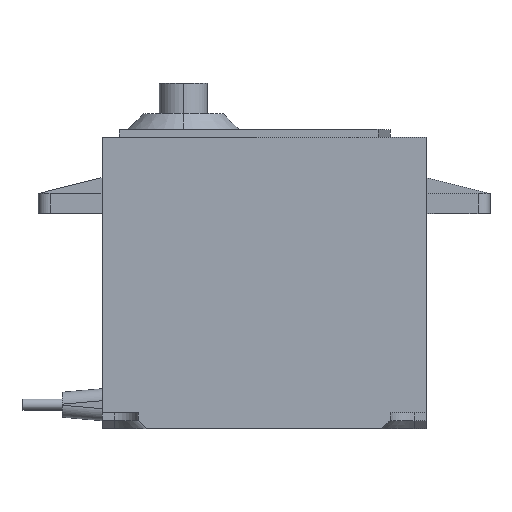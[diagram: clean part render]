
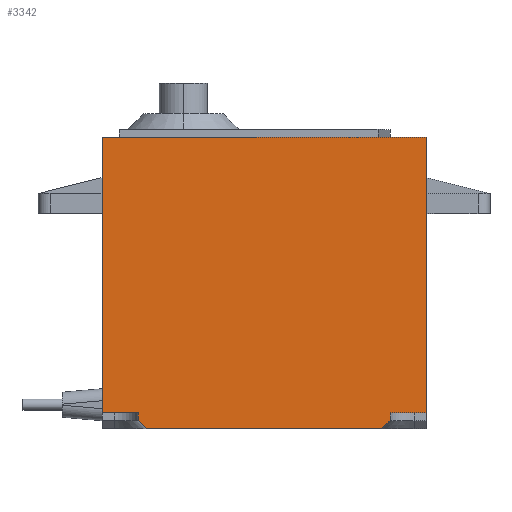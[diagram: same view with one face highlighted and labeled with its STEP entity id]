
A CAD part, top view. The second image highlights one B-rep face of the part: STEP entity #3342.
In plain terms, the highlighted planar face has unit normal (0, 0, 1).
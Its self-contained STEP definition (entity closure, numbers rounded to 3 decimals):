
#222 = ORIENTED_EDGE ( 'NONE', *, *, #2556, .T. ) ;
#298 = ORIENTED_EDGE ( 'NONE', *, *, #2511, .T. ) ;
#326 = CARTESIAN_POINT ( 'NONE',  ( 20.25, 36.4, 10.15 ) ) ;
#341 = CARTESIAN_POINT ( 'NONE',  ( 14.75, 0., 10.15 ) ) ;
#570 = ORIENTED_EDGE ( 'NONE', *, *, #2408, .T. ) ;
#579 = CARTESIAN_POINT ( 'NONE',  ( -15.75, 2., 10.15 ) ) ;
#608 = PLANE ( 'NONE',  #1086 ) ;
#637 = EDGE_CURVE ( 'NONE', #1877, #3141, #4069, .T. ) ;
#659 = VERTEX_POINT ( 'NONE', #3557 ) ;
#669 = ORIENTED_EDGE ( 'NONE', *, *, #2495, .T. ) ;
#691 = LINE ( 'NONE', #2937, #2397 ) ;
#755 = CARTESIAN_POINT ( 'NONE',  ( -20.25, 36.4, 10.15 ) ) ;
#818 = LINE ( 'NONE', #3539, #2455 ) ;
#848 = LINE ( 'NONE', #1493, #2623 ) ;
#850 = VECTOR ( 'NONE', #3196, 1000. ) ;
#854 = CARTESIAN_POINT ( 'NONE',  ( -20.25, 2., 10.15 ) ) ;
#959 = LINE ( 'NONE', #3980, #850 ) ;
#993 = ORIENTED_EDGE ( 'NONE', *, *, #2627, .F. ) ;
#1086 = AXIS2_PLACEMENT_3D ( 'NONE', #3775, #1532, #3785 ) ;
#1220 = VECTOR ( 'NONE', #2549, 1000. ) ;
#1228 = DIRECTION ( 'NONE',  ( 1., 0., 0. ) ) ;
#1240 = DIRECTION ( 'NONE',  ( 0.707, 0.707, 0. ) ) ;
#1278 = DIRECTION ( 'NONE',  ( 0., -1., 0. ) ) ;
#1320 = VECTOR ( 'NONE', #3254, 1000. ) ;
#1326 = VECTOR ( 'NONE', #2635, 1000. ) ;
#1394 = VECTOR ( 'NONE', #3018, 1000. ) ;
#1433 = VERTEX_POINT ( 'NONE', #854 ) ;
#1493 = CARTESIAN_POINT ( 'NONE',  ( 20.25, 2., 10.15 ) ) ;
#1522 = CARTESIAN_POINT ( 'NONE',  ( 14.75, 0., 10.15 ) ) ;
#1532 = DIRECTION ( 'NONE',  ( 0., 0., -1. ) ) ;
#1734 = CARTESIAN_POINT ( 'NONE',  ( -14.75, 0., 10.15 ) ) ;
#1810 = VERTEX_POINT ( 'NONE', #3893 ) ;
#1859 = EDGE_LOOP ( 'NONE', ( #3291, #222, #993, #298, #3480, #669, #2757, #2923, #570, #1965 ) ) ;
#1877 = VERTEX_POINT ( 'NONE', #755 ) ;
#1965 = ORIENTED_EDGE ( 'NONE', *, *, #2562, .F. ) ;
#2118 = CARTESIAN_POINT ( 'NONE',  ( 15.75, 2., 10.15 ) ) ;
#2154 = CARTESIAN_POINT ( 'NONE',  ( -20.25, 2., 10.15 ) ) ;
#2206 = VECTOR ( 'NONE', #1240, 1000. ) ;
#2397 = VECTOR ( 'NONE', #3213, 1000. ) ;
#2408 = EDGE_CURVE ( 'NONE', #4015, #3946, #848, .T. ) ;
#2433 = EDGE_CURVE ( 'NONE', #4015, #1810, #3841, .T. ) ;
#2443 = EDGE_CURVE ( 'NONE', #3598, #1810, #3221, .T. ) ;
#2455 = VECTOR ( 'NONE', #3006, 1000. ) ;
#2472 = EDGE_CURVE ( 'NONE', #2655, #3083, #959, .T. ) ;
#2495 = EDGE_CURVE ( 'NONE', #3083, #3598, #691, .T. ) ;
#2511 = EDGE_CURVE ( 'NONE', #659, #2655, #3223, .T. ) ;
#2549 = DIRECTION ( 'NONE',  ( -1., 0., 0. ) ) ;
#2556 = EDGE_CURVE ( 'NONE', #1877, #1433, #3257, .T. ) ;
#2562 = EDGE_CURVE ( 'NONE', #3141, #3946, #818, .T. ) ;
#2623 = VECTOR ( 'NONE', #1228, 1000. ) ;
#2627 = EDGE_CURVE ( 'NONE', #659, #1433, #3762, .T. ) ;
#2635 = DIRECTION ( 'NONE',  ( 0., -1., 0. ) ) ;
#2641 = CARTESIAN_POINT ( 'NONE',  ( -15.75, 1., 10.15 ) ) ;
#2655 = VERTEX_POINT ( 'NONE', #2641 ) ;
#2757 = ORIENTED_EDGE ( 'NONE', *, *, #2443, .T. ) ;
#2787 = FACE_OUTER_BOUND ( 'NONE', #1859, .T. ) ;
#2923 = ORIENTED_EDGE ( 'NONE', *, *, #2433, .F. ) ;
#2937 = CARTESIAN_POINT ( 'NONE',  ( -20.25, 0., 10.15 ) ) ;
#2981 = CARTESIAN_POINT ( 'NONE',  ( 15.75, 2., 10.15 ) ) ;
#3006 = DIRECTION ( 'NONE',  ( 0., -1., 0. ) ) ;
#3018 = DIRECTION ( 'NONE',  ( 1., 0., 0. ) ) ;
#3083 = VERTEX_POINT ( 'NONE', #1734 ) ;
#3141 = VERTEX_POINT ( 'NONE', #3150 ) ;
#3150 = CARTESIAN_POINT ( 'NONE',  ( 20.25, 36.4, 10.15 ) ) ;
#3196 = DIRECTION ( 'NONE',  ( 0.707, -0.707, 0. ) ) ;
#3213 = DIRECTION ( 'NONE',  ( 1., 0., 0. ) ) ;
#3221 = LINE ( 'NONE', #1522, #2206 ) ;
#3223 = LINE ( 'NONE', #579, #1326 ) ;
#3254 = DIRECTION ( 'NONE',  ( 0., -1., 0. ) ) ;
#3257 = LINE ( 'NONE', #3260, #3891 ) ;
#3260 = CARTESIAN_POINT ( 'NONE',  ( -20.25, 37.4, 10.15 ) ) ;
#3291 = ORIENTED_EDGE ( 'NONE', *, *, #637, .F. ) ;
#3342 = ADVANCED_FACE ( 'NONE', ( #2787 ), #608, .F. ) ;
#3397 = CARTESIAN_POINT ( 'NONE',  ( 20.25, 2., 10.15 ) ) ;
#3480 = ORIENTED_EDGE ( 'NONE', *, *, #2472, .T. ) ;
#3539 = CARTESIAN_POINT ( 'NONE',  ( 20.25, 37.4, 10.15 ) ) ;
#3557 = CARTESIAN_POINT ( 'NONE',  ( -15.75, 2., 10.15 ) ) ;
#3598 = VERTEX_POINT ( 'NONE', #341 ) ;
#3762 = LINE ( 'NONE', #2154, #1220 ) ;
#3775 = CARTESIAN_POINT ( 'NONE',  ( -20.25, 37.4, 10.15 ) ) ;
#3785 = DIRECTION ( 'NONE',  ( -1., 0., 0. ) ) ;
#3841 = LINE ( 'NONE', #2981, #1320 ) ;
#3891 = VECTOR ( 'NONE', #1278, 1000. ) ;
#3893 = CARTESIAN_POINT ( 'NONE',  ( 15.75, 1., 10.15 ) ) ;
#3946 = VERTEX_POINT ( 'NONE', #3397 ) ;
#3980 = CARTESIAN_POINT ( 'NONE',  ( -15.75, 1., 10.15 ) ) ;
#4015 = VERTEX_POINT ( 'NONE', #2118 ) ;
#4069 = LINE ( 'NONE', #326, #1394 ) ;
